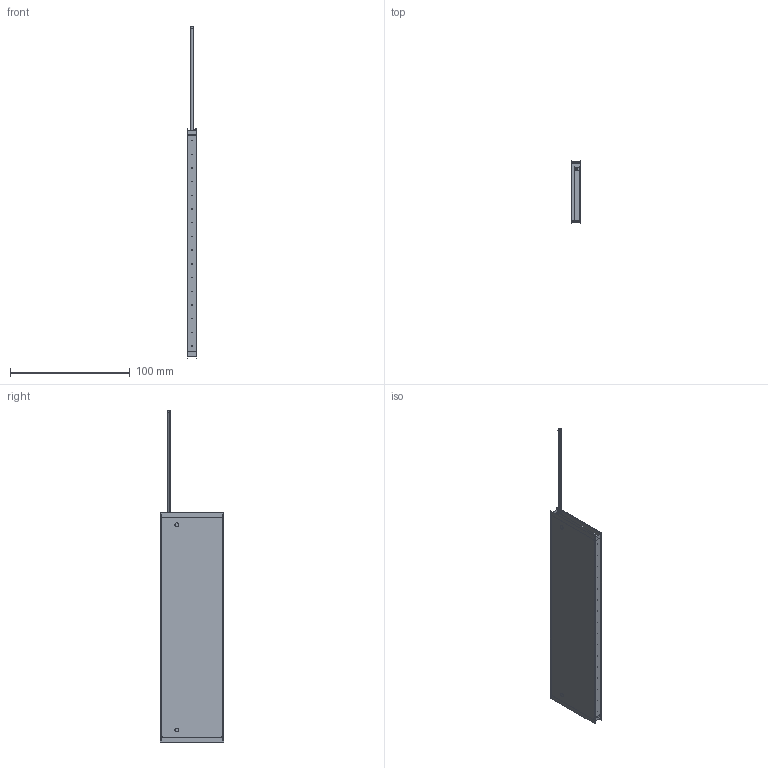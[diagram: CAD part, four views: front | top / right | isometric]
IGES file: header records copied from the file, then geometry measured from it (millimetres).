
Start section:  PTC IGES file: 191561.igs
Global section: file name: 191561.igs; native system: Creo Parametric by Parametric Technology Corporation; preprocessor: 2013230; author: pdmadmin; organization: Unknown; date: 20160216.151550; units: millimetre
Bounding box: 8.12 x 52.83 x 277.27 mm (x, y, z)
Volume: 41140.8 mm3; surface area: 183486.4 mm2
Topology: 26 solids, 27 shells, 446 faces, 2086 edges, 2636 vertices
Faces by surface type: revolution 228, bspline 218
